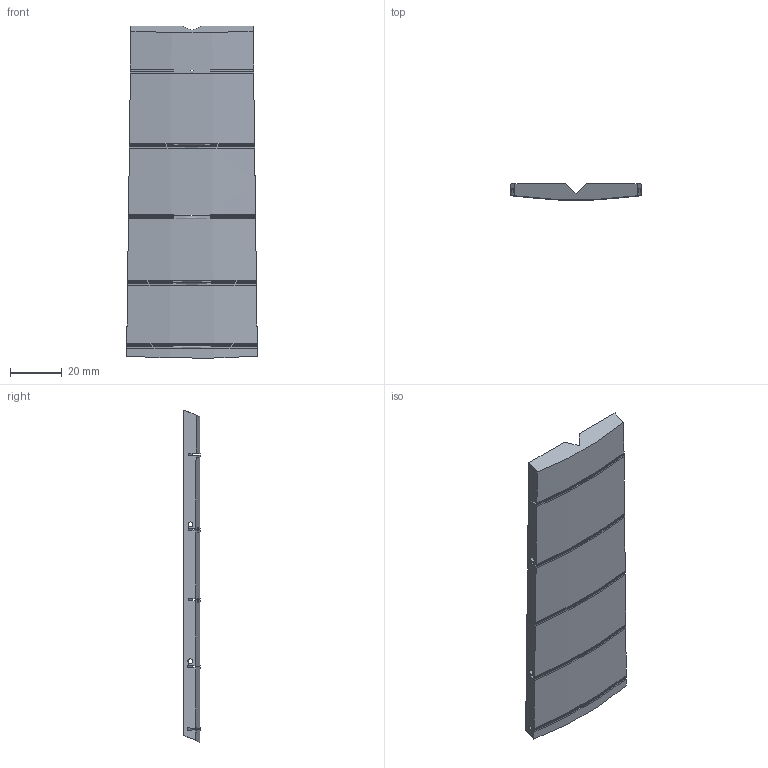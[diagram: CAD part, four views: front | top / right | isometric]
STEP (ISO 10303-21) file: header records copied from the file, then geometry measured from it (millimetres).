
FILE_DESCRIPTION(/* description */ ('STEP AP242','CAx-IF Rec.Pracs.---Representation and Presentation of Product Manufacturing Information (PMI)---4.0---2014-10-13','CAx-IF Rec.Pracs.---3D Tessellated Geometry---0.4---2014-09-14','2;1'),/* implementation_level */ '2;1');
FILE_NAME(/* name */ 'Neck - Face 2',/* time_stamp */ '2025-01-11T07:21:04Z',/* author */ (''),/* organization */ (''),/* preprocessor_version */ 'ST-DEVELOPER v20',/* originating_system */ 'ONSHAPE BY PTC INC, 1.192',/* authorisation */ ' ');
FILE_SCHEMA (('AP242_MANAGED_MODEL_BASED_3D_ENGINEERING_MIM_LF { 1 0 10303 442 1 1 4 }'));
Length unit declared in the file: metre
Products named in the file (1): Face 2
Bounding box: 50.53 x 6.3 x 128.25 mm (x, y, z)
Volume: 32298.5 mm3; surface area: 16576.4 mm2
Topology: 1 solids, 1 shells, 96 faces, 321 edges, 214 vertices
Faces by surface type: bspline 59, plane 22, cylinder 15
Full cylindrical faces by diameter (mm): 1.85 x4, 3.2 x4
Entity records: 4591 total; most frequent: CARTESIAN_POINT 2414, ORIENTED_EDGE 586, EDGE_CURVE 293, DIRECTION 224, VERTEX_POINT 200, B_SPLINE_CURVE_WITH_KNOTS 179, EDGE_LOOP 117, FACE_BOUND 117
